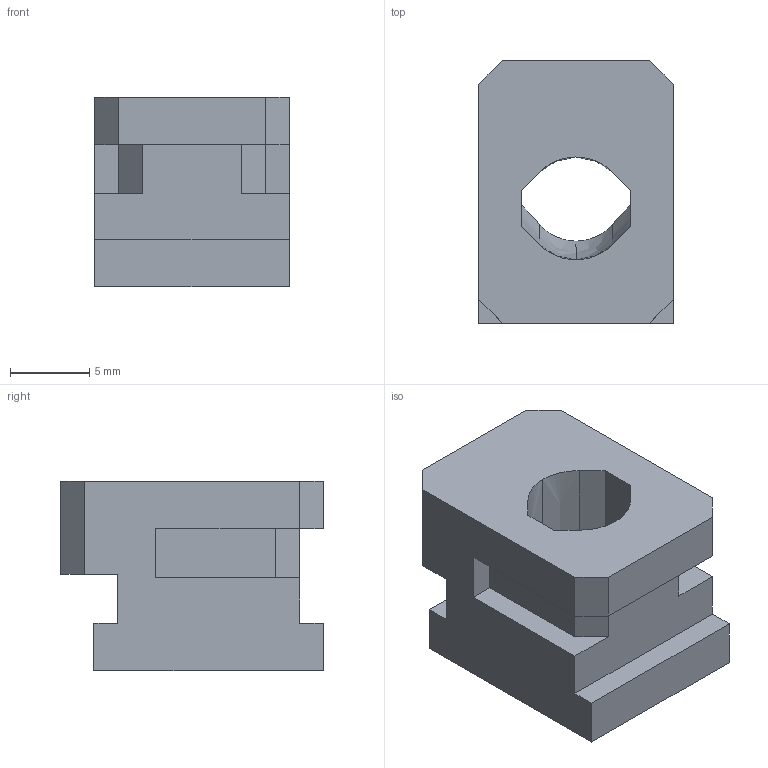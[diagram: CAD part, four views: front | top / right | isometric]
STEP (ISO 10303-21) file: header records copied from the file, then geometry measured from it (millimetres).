
FILE_DESCRIPTION(/* description */ (''),/* implementation_level */ '2;1');
FILE_NAME(/* name */ '26_Hop-Up_Feed_Lip.step',/* time_stamp */ '2023-08-25T22:11:58+01:00',/* author */ (''),/* organization */ (''),/* preprocessor_version */ 'ST-DEVELOPER v20',/* originating_system */ 'Autodesk Translation Framework v12.9.0.99',/* authorisation */ '');
FILE_SCHEMA (('AUTOMOTIVE_DESIGN { 1 0 10303 214 3 1 1 }'));
Length unit declared in the file: millimetre
Products named in the file (1): 26. Hop-Up Feed Lip
Bounding box: 12.3 x 16.59 x 12 mm (x, y, z)
Volume: 1579.4 mm3; surface area: 1336.4 mm2
Topology: 1 solids, 1 shells, 50 faces, 138 edges, 90 vertices
Faces by surface type: plane 30, bspline 20
Entity records: 2950 total; most frequent: CARTESIAN_POINT 1799, ORIENTED_EDGE 276, DIRECTION 148, EDGE_CURVE 138, VERTEX_POINT 90, LINE 86, VECTOR 86, EDGE_LOOP 52
